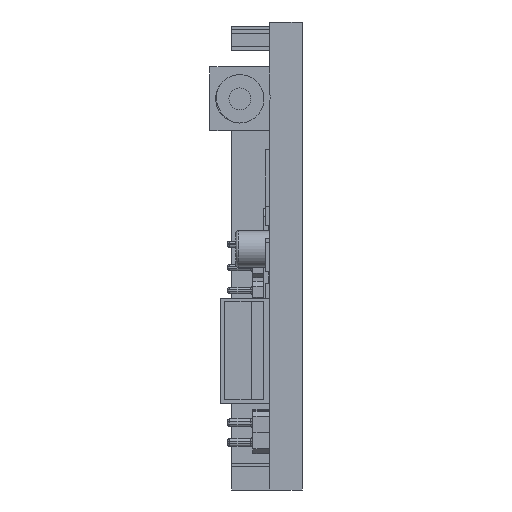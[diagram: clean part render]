
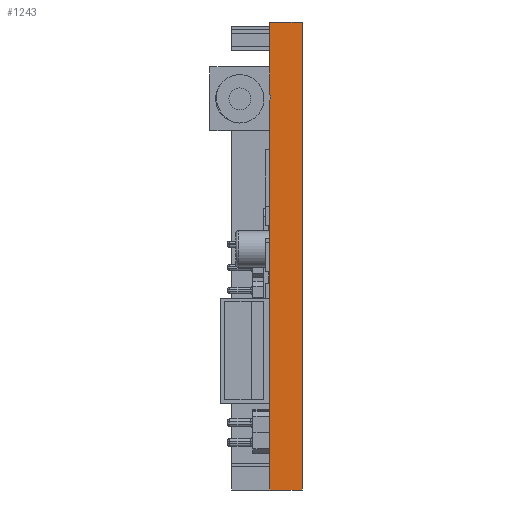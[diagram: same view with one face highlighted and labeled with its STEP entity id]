
A CAD part, left-side view. The second image highlights one B-rep face of the part: STEP entity #1243.
In plain terms, the highlighted planar face has unit normal (-1, 0, 0).
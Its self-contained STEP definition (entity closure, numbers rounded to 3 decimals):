
#28 = EDGE_CURVE ( 'NONE', #4012, #34089, #39945, .T. ) ;
#644 = DIRECTION ( 'NONE',  ( 1., 0., 0. ) ) ;
#1243 = ADVANCED_FACE ( 'NONE', ( #28587 ), #19341, .F. ) ;
#1662 = EDGE_CURVE ( 'NONE', #39331, #20510, #24035, .T. ) ;
#2600 = VECTOR ( 'NONE', #41639, 1000. ) ;
#2740 = LINE ( 'NONE', #22752, #41912 ) ;
#2832 = ORIENTED_EDGE ( 'NONE', *, *, #28, .T. ) ;
#4012 = VERTEX_POINT ( 'NONE', #7331 ) ;
#4019 = ORIENTED_EDGE ( 'NONE', *, *, #28319, .F. ) ;
#4540 = DIRECTION ( 'NONE',  ( 0., 0., 1. ) ) ;
#4722 = EDGE_CURVE ( 'NONE', #39331, #5600, #27162, .T. ) ;
#5600 = VERTEX_POINT ( 'NONE', #6345 ) ;
#5776 = VECTOR ( 'NONE', #4540, 1000. ) ;
#5811 = EDGE_CURVE ( 'NONE', #5600, #39942, #35997, .T. ) ;
#6345 = CARTESIAN_POINT ( 'NONE',  ( -52.578, 3.81, 22.27 ) ) ;
#7331 = CARTESIAN_POINT ( 'NONE',  ( -52.578, 3.81, -27.559 ) ) ;
#7461 = DIRECTION ( 'NONE',  ( 0., 0., 1. ) ) ;
#7469 = VERTEX_POINT ( 'NONE', #32418 ) ;
#9174 = CARTESIAN_POINT ( 'NONE',  ( -52.578, 3.81, 18.206 ) ) ;
#9229 = ORIENTED_EDGE ( 'NONE', *, *, #5811, .F. ) ;
#9268 = AXIS2_PLACEMENT_3D ( 'NONE', #15160, #22001, #29012 ) ;
#9366 = CARTESIAN_POINT ( 'NONE',  ( -52.578, 3.81, -27.559 ) ) ;
#9449 = CARTESIAN_POINT ( 'NONE',  ( -52.578, 3.81, -27.559 ) ) ;
#11121 = ORIENTED_EDGE ( 'NONE', *, *, #1662, .T. ) ;
#11679 = VERTEX_POINT ( 'NONE', #36820 ) ;
#12102 = ORIENTED_EDGE ( 'NONE', *, *, #39769, .F. ) ;
#12573 = VECTOR ( 'NONE', #33419, 1000. ) ;
#13265 = EDGE_CURVE ( 'NONE', #28863, #20510, #2740, .T. ) ;
#14026 = LINE ( 'NONE', #38250, #20236 ) ;
#14894 = AXIS2_PLACEMENT_3D ( 'NONE', #41562, #644, #24184 ) ;
#15160 = CARTESIAN_POINT ( 'NONE',  ( -52.578, 3.81, -27.559 ) ) ;
#15915 = DIRECTION ( 'NONE',  ( 0., 0., 1. ) ) ;
#16668 = VECTOR ( 'NONE', #18267, 1000. ) ;
#16680 = LINE ( 'NONE', #9449, #12573 ) ;
#17646 = LINE ( 'NONE', #28208, #2600 ) ;
#17722 = ORIENTED_EDGE ( 'NONE', *, *, #13265, .F. ) ;
#18267 = DIRECTION ( 'NONE',  ( 0., 0., 1. ) ) ;
#19341 = PLANE ( 'NONE',  #9268 ) ;
#19559 = LINE ( 'NONE', #36284, #39148 ) ;
#19688 = VECTOR ( 'NONE', #32093, 1000. ) ;
#20236 = VECTOR ( 'NONE', #7461, 1000. ) ;
#20510 = VERTEX_POINT ( 'NONE', #9174 ) ;
#20554 = EDGE_LOOP ( 'NONE', ( #21818, #11121, #17722, #39874, #25201, #4019, #2832, #26876, #12102, #9229 ) ) ;
#20573 = CARTESIAN_POINT ( 'NONE',  ( -52.578, 3.81, -27.559 ) ) ;
#21070 = CARTESIAN_POINT ( 'NONE',  ( -52.578, 3.81, 27.559 ) ) ;
#21572 = LINE ( 'NONE', #35002, #16668 ) ;
#21818 = ORIENTED_EDGE ( 'NONE', *, *, #4722, .F. ) ;
#22001 = DIRECTION ( 'NONE',  ( 1., 0., 0. ) ) ;
#22752 = CARTESIAN_POINT ( 'NONE',  ( -52.578, 3.81, -27.559 ) ) ;
#23580 = CARTESIAN_POINT ( 'NONE',  ( -52.578, 3.81, 19.163 ) ) ;
#24035 = CIRCLE ( 'NONE', #14894, 3.158 ) ;
#24184 = DIRECTION ( 'NONE',  ( 0., 0., -1. ) ) ;
#24371 = EDGE_CURVE ( 'NONE', #34089, #34804, #17646, .T. ) ;
#24935 = EDGE_CURVE ( 'NONE', #7469, #28863, #21572, .T. ) ;
#25201 = ORIENTED_EDGE ( 'NONE', *, *, #26237, .F. ) ;
#26237 = EDGE_CURVE ( 'NONE', #11679, #7469, #16680, .T. ) ;
#26876 = ORIENTED_EDGE ( 'NONE', *, *, #24371, .T. ) ;
#27162 = LINE ( 'NONE', #20573, #5776 ) ;
#28208 = CARTESIAN_POINT ( 'NONE',  ( -52.578, 0., -27.559 ) ) ;
#28319 = EDGE_CURVE ( 'NONE', #4012, #11679, #14026, .T. ) ;
#28587 = FACE_OUTER_BOUND ( 'NONE', #20554, .T. ) ;
#28863 = VERTEX_POINT ( 'NONE', #35729 ) ;
#29012 = DIRECTION ( 'NONE',  ( 0., 0., -1. ) ) ;
#29658 = DIRECTION ( 'NONE',  ( 0., -1., 0. ) ) ;
#32093 = DIRECTION ( 'NONE',  ( 0., -1., 0. ) ) ;
#32418 = CARTESIAN_POINT ( 'NONE',  ( -52.578, 3.81, -4.956 ) ) ;
#32569 = VECTOR ( 'NONE', #38646, 1000. ) ;
#33419 = DIRECTION ( 'NONE',  ( 0., 0., 1. ) ) ;
#34089 = VERTEX_POINT ( 'NONE', #43531 ) ;
#34804 = VERTEX_POINT ( 'NONE', #36358 ) ;
#35002 = CARTESIAN_POINT ( 'NONE',  ( -52.578, 3.81, -27.559 ) ) ;
#35729 = CARTESIAN_POINT ( 'NONE',  ( -52.578, 3.81, 14.748 ) ) ;
#35997 = LINE ( 'NONE', #9366, #32569 ) ;
#36284 = CARTESIAN_POINT ( 'NONE',  ( -52.578, 3.81, 27.559 ) ) ;
#36358 = CARTESIAN_POINT ( 'NONE',  ( -52.578, 0., 27.559 ) ) ;
#36820 = CARTESIAN_POINT ( 'NONE',  ( -52.578, 3.81, -17.346 ) ) ;
#38250 = CARTESIAN_POINT ( 'NONE',  ( -52.578, 3.81, -27.559 ) ) ;
#38646 = DIRECTION ( 'NONE',  ( 0., 0., 1. ) ) ;
#39148 = VECTOR ( 'NONE', #29658, 1000. ) ;
#39331 = VERTEX_POINT ( 'NONE', #23580 ) ;
#39769 = EDGE_CURVE ( 'NONE', #39942, #34804, #19559, .T. ) ;
#39874 = ORIENTED_EDGE ( 'NONE', *, *, #24935, .F. ) ;
#39942 = VERTEX_POINT ( 'NONE', #21070 ) ;
#39945 = LINE ( 'NONE', #42017, #19688 ) ;
#41562 = CARTESIAN_POINT ( 'NONE',  ( -52.578, 6.932, 18.684 ) ) ;
#41639 = DIRECTION ( 'NONE',  ( 0., 0., 1. ) ) ;
#41912 = VECTOR ( 'NONE', #15915, 1000. ) ;
#42017 = CARTESIAN_POINT ( 'NONE',  ( -52.578, 3.81, -27.559 ) ) ;
#43531 = CARTESIAN_POINT ( 'NONE',  ( -52.578, 0., -27.559 ) ) ;
